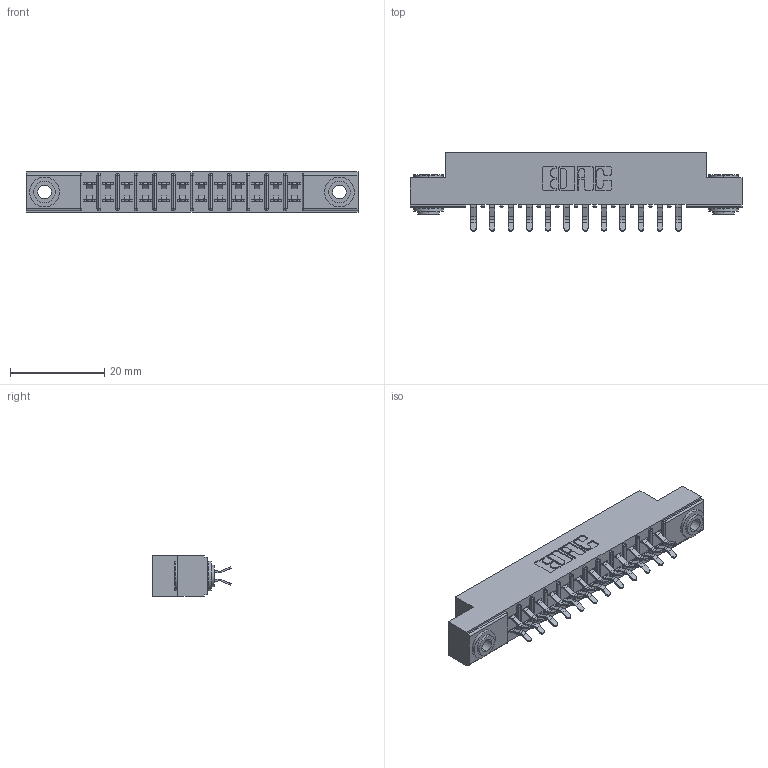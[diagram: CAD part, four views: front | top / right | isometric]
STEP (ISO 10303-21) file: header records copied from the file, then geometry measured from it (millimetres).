
FILE_DESCRIPTION (( 'STEP AP203' ), '1' );
FILE_NAME ('355-024-556-203.STEP', '2019-09-11T05:05:34', ( '' ), ( '' ), 'SwSTEP 2.0', 'SolidWorks 2016', '' );
FILE_SCHEMA (( 'CONFIG_CONTROL_DESIGN' ));
Length unit declared in the file: inch
Products named in the file (4): 305 Part_.156 Dia; 305-290-001_556; 345-250-002_345-250-002-102; 355-024-556-203
Assembly tree (27 placements, depth 2):
  355-024-556-203
    305 Part_.156 Dia
    305-290-001_556  x24
    345-250-002_345-250-002-102  x2
Bounding box: 70.56 x 16.64 x 8.71 mm (x, y, z)
Volume: 4434.3 mm3; surface area: 8052.6 mm2
Topology: 27 solids, 27 shells, 1512 faces, 4304 edges, 2800 vertices
Faces by surface type: plane 836, cylinder 620, sphere 48, cone 8
Entity records: 17932 total; most frequent: CARTESIAN_POINT 2951, ORIENTED_EDGE 2916, DIRECTION 2898, EDGE_CURVE 1458, LINE 1132, VECTOR 1132, VERTEX_POINT 936, AXIS2_PLACEMENT_3D 883
